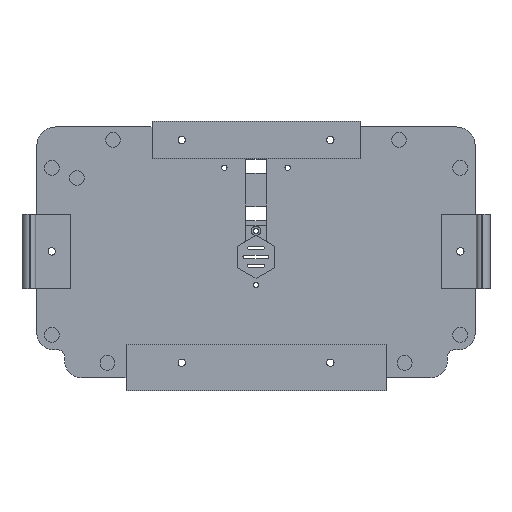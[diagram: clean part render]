
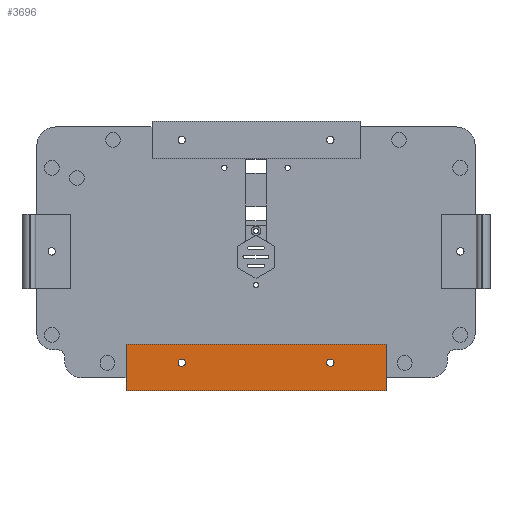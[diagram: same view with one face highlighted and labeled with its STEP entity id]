
A CAD part, top view. The second image highlights one B-rep face of the part: STEP entity #3696.
In plain terms, the highlighted planar face has unit normal (0, 0, 1).
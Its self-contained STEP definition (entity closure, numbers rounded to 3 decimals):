
#43 = PLANE('',#44);
#44 = AXIS2_PLACEMENT_3D('',#45,#46,#47);
#45 = CARTESIAN_POINT('',(-70.,-72.,-5.));
#46 = DIRECTION('',(1.,0.,0.));
#47 = DIRECTION('',(-0.,-1.,0.));
#96 = VERTEX_POINT('',#97);
#97 = CARTESIAN_POINT('',(-70.,-72.,5.));
#111 = PLANE('',#112);
#112 = AXIS2_PLACEMENT_3D('',#113,#114,#115);
#113 = CARTESIAN_POINT('',(0.,-72.,2.5));
#114 = DIRECTION('',(-0.,-1.,-0.));
#115 = DIRECTION('',(0.,0.,-1.));
#123 = EDGE_CURVE('',#96,#124,#126,.T.);
#124 = VERTEX_POINT('',#125);
#125 = CARTESIAN_POINT('',(-70.,-47.,5.));
#126 = SURFACE_CURVE('',#127,(#131,#138),.PCURVE_S1.);
#127 = LINE('',#128,#129);
#128 = CARTESIAN_POINT('',(-70.,-72.,5.));
#129 = VECTOR('',#130,1.);
#130 = DIRECTION('',(0.,1.,0.));
#131 = PCURVE('',#43,#132);
#132 = DEFINITIONAL_REPRESENTATION('',(#133),#137);
#133 = LINE('',#134,#135);
#134 = CARTESIAN_POINT('',(0.,-10.));
#135 = VECTOR('',#136,1.);
#136 = DIRECTION('',(-1.,0.));
#137 = ( GEOMETRIC_REPRESENTATION_CONTEXT(2) 
PARAMETRIC_REPRESENTATION_CONTEXT() REPRESENTATION_CONTEXT('2D SPACE',''
  ) );
#138 = PCURVE('',#139,#144);
#139 = PLANE('',#140);
#140 = AXIS2_PLACEMENT_3D('',#141,#142,#143);
#141 = CARTESIAN_POINT('',(0.,-59.5,5.));
#142 = DIRECTION('',(0.,0.,1.));
#143 = DIRECTION('',(1.,0.,0.));
#144 = DEFINITIONAL_REPRESENTATION('',(#145),#149);
#145 = LINE('',#146,#147);
#146 = CARTESIAN_POINT('',(-70.,-12.5));
#147 = VECTOR('',#148,1.);
#148 = DIRECTION('',(0.,1.));
#149 = ( GEOMETRIC_REPRESENTATION_CONTEXT(2) 
PARAMETRIC_REPRESENTATION_CONTEXT() REPRESENTATION_CONTEXT('2D SPACE',''
  ) );
#167 = PLANE('',#168);
#168 = AXIS2_PLACEMENT_3D('',#169,#170,#171);
#169 = CARTESIAN_POINT('',(0.,-47.,2.5));
#170 = DIRECTION('',(0.,1.,0.));
#171 = DIRECTION('',(0.,0.,1.));
#1084 = PLANE('',#1085);
#1085 = AXIS2_PLACEMENT_3D('',#1086,#1087,#1088);
#1086 = CARTESIAN_POINT('',(70.,-72.,-5.));
#1087 = DIRECTION('',(-1.,0.,0.));
#1088 = DIRECTION('',(0.,1.,0.));
#2284 = VERTEX_POINT('',#2285);
#2285 = CARTESIAN_POINT('',(70.,-72.,5.));
#2306 = EDGE_CURVE('',#2284,#96,#2307,.T.);
#2307 = SURFACE_CURVE('',#2308,(#2312,#2319),.PCURVE_S1.);
#2308 = LINE('',#2309,#2310);
#2309 = CARTESIAN_POINT('',(0.,-72.,5.));
#2310 = VECTOR('',#2311,1.);
#2311 = DIRECTION('',(-1.,0.,0.));
#2312 = PCURVE('',#111,#2313);
#2313 = DEFINITIONAL_REPRESENTATION('',(#2314),#2318);
#2314 = LINE('',#2315,#2316);
#2315 = CARTESIAN_POINT('',(-2.5,0.));
#2316 = VECTOR('',#2317,1.);
#2317 = DIRECTION('',(0.,-1.));
#2318 = ( GEOMETRIC_REPRESENTATION_CONTEXT(2) 
PARAMETRIC_REPRESENTATION_CONTEXT() REPRESENTATION_CONTEXT('2D SPACE',''
  ) );
#2319 = PCURVE('',#139,#2320);
#2320 = DEFINITIONAL_REPRESENTATION('',(#2321),#2325);
#2321 = LINE('',#2322,#2323);
#2322 = CARTESIAN_POINT('',(0.,-12.5));
#2323 = VECTOR('',#2324,1.);
#2324 = DIRECTION('',(-1.,0.));
#2325 = ( GEOMETRIC_REPRESENTATION_CONTEXT(2) 
PARAMETRIC_REPRESENTATION_CONTEXT() REPRESENTATION_CONTEXT('2D SPACE',''
  ) );
#3696 = ADVANCED_FACE('',(#3697,#3745,#3780),#139,.T.);
#3697 = FACE_BOUND('',#3698,.T.);
#3698 = EDGE_LOOP('',(#3699,#3700,#3723,#3744));
#3699 = ORIENTED_EDGE('',*,*,#2306,.F.);
#3700 = ORIENTED_EDGE('',*,*,#3701,.T.);
#3701 = EDGE_CURVE('',#2284,#3702,#3704,.T.);
#3702 = VERTEX_POINT('',#3703);
#3703 = CARTESIAN_POINT('',(70.,-47.,5.));
#3704 = SURFACE_CURVE('',#3705,(#3709,#3716),.PCURVE_S1.);
#3705 = LINE('',#3706,#3707);
#3706 = CARTESIAN_POINT('',(70.,-72.,5.));
#3707 = VECTOR('',#3708,1.);
#3708 = DIRECTION('',(0.,1.,0.));
#3709 = PCURVE('',#139,#3710);
#3710 = DEFINITIONAL_REPRESENTATION('',(#3711),#3715);
#3711 = LINE('',#3712,#3713);
#3712 = CARTESIAN_POINT('',(70.,-12.5));
#3713 = VECTOR('',#3714,1.);
#3714 = DIRECTION('',(0.,1.));
#3715 = ( GEOMETRIC_REPRESENTATION_CONTEXT(2) 
PARAMETRIC_REPRESENTATION_CONTEXT() REPRESENTATION_CONTEXT('2D SPACE',''
  ) );
#3716 = PCURVE('',#1084,#3717);
#3717 = DEFINITIONAL_REPRESENTATION('',(#3718),#3722);
#3718 = LINE('',#3719,#3720);
#3719 = CARTESIAN_POINT('',(0.,-10.));
#3720 = VECTOR('',#3721,1.);
#3721 = DIRECTION('',(1.,0.));
#3722 = ( GEOMETRIC_REPRESENTATION_CONTEXT(2) 
PARAMETRIC_REPRESENTATION_CONTEXT() REPRESENTATION_CONTEXT('2D SPACE',''
  ) );
#3723 = ORIENTED_EDGE('',*,*,#3724,.T.);
#3724 = EDGE_CURVE('',#3702,#124,#3725,.T.);
#3725 = SURFACE_CURVE('',#3726,(#3730,#3737),.PCURVE_S1.);
#3726 = LINE('',#3727,#3728);
#3727 = CARTESIAN_POINT('',(70.,-47.,5.));
#3728 = VECTOR('',#3729,1.);
#3729 = DIRECTION('',(-1.,0.,0.));
#3730 = PCURVE('',#139,#3731);
#3731 = DEFINITIONAL_REPRESENTATION('',(#3732),#3736);
#3732 = LINE('',#3733,#3734);
#3733 = CARTESIAN_POINT('',(70.,12.5));
#3734 = VECTOR('',#3735,1.);
#3735 = DIRECTION('',(-1.,0.));
#3736 = ( GEOMETRIC_REPRESENTATION_CONTEXT(2) 
PARAMETRIC_REPRESENTATION_CONTEXT() REPRESENTATION_CONTEXT('2D SPACE',''
  ) );
#3737 = PCURVE('',#167,#3738);
#3738 = DEFINITIONAL_REPRESENTATION('',(#3739),#3743);
#3739 = LINE('',#3740,#3741);
#3740 = CARTESIAN_POINT('',(2.5,70.));
#3741 = VECTOR('',#3742,1.);
#3742 = DIRECTION('',(0.,-1.));
#3743 = ( GEOMETRIC_REPRESENTATION_CONTEXT(2) 
PARAMETRIC_REPRESENTATION_CONTEXT() REPRESENTATION_CONTEXT('2D SPACE',''
  ) );
#3744 = ORIENTED_EDGE('',*,*,#123,.F.);
#3745 = FACE_BOUND('',#3746,.T.);
#3746 = EDGE_LOOP('',(#3747));
#3747 = ORIENTED_EDGE('',*,*,#3748,.T.);
#3748 = EDGE_CURVE('',#3749,#3749,#3751,.T.);
#3749 = VERTEX_POINT('',#3750);
#3750 = CARTESIAN_POINT('',(-42.,-57.,5.));
#3751 = SURFACE_CURVE('',#3752,(#3757,#3768),.PCURVE_S1.);
#3752 = CIRCLE('',#3753,2.);
#3753 = AXIS2_PLACEMENT_3D('',#3754,#3755,#3756);
#3754 = CARTESIAN_POINT('',(-40.,-57.,5.));
#3755 = DIRECTION('',(0.,0.,-1.));
#3756 = DIRECTION('',(-1.,-0.,-0.));
#3757 = PCURVE('',#139,#3758);
#3758 = DEFINITIONAL_REPRESENTATION('',(#3759),#3767);
#3759 = ( BOUNDED_CURVE() B_SPLINE_CURVE(2,(#3760,#3761,#3762,#3763,
#3764,#3765,#3766),.UNSPECIFIED.,.F.,.F.) B_SPLINE_CURVE_WITH_KNOTS((1,2
    ,2,2,2,1),(-2.094,0.,2.094,4.189,
6.283,8.378),.UNSPECIFIED.) CURVE() 
GEOMETRIC_REPRESENTATION_ITEM() RATIONAL_B_SPLINE_CURVE((1.,0.5,1.,0.5,
1.,0.5,1.)) REPRESENTATION_ITEM('') );
#3760 = CARTESIAN_POINT('',(-42.,2.5));
#3761 = CARTESIAN_POINT('',(-42.,5.964));
#3762 = CARTESIAN_POINT('',(-39.,4.232));
#3763 = CARTESIAN_POINT('',(-36.,2.5));
#3764 = CARTESIAN_POINT('',(-39.,0.768));
#3765 = CARTESIAN_POINT('',(-42.,-0.964));
#3766 = CARTESIAN_POINT('',(-42.,2.5));
#3767 = ( GEOMETRIC_REPRESENTATION_CONTEXT(2) 
PARAMETRIC_REPRESENTATION_CONTEXT() REPRESENTATION_CONTEXT('2D SPACE',''
  ) );
#3768 = PCURVE('',#3769,#3774);
#3769 = CYLINDRICAL_SURFACE('',#3770,2.);
#3770 = AXIS2_PLACEMENT_3D('',#3771,#3772,#3773);
#3771 = CARTESIAN_POINT('',(-40.,-57.,-1.));
#3772 = DIRECTION('',(0.,0.,1.));
#3773 = DIRECTION('',(-1.,0.,0.));
#3774 = DEFINITIONAL_REPRESENTATION('',(#3775),#3779);
#3775 = LINE('',#3776,#3777);
#3776 = CARTESIAN_POINT('',(-0.,6.));
#3777 = VECTOR('',#3778,1.);
#3778 = DIRECTION('',(-1.,0.));
#3779 = ( GEOMETRIC_REPRESENTATION_CONTEXT(2) 
PARAMETRIC_REPRESENTATION_CONTEXT() REPRESENTATION_CONTEXT('2D SPACE',''
  ) );
#3780 = FACE_BOUND('',#3781,.T.);
#3781 = EDGE_LOOP('',(#3782));
#3782 = ORIENTED_EDGE('',*,*,#3783,.F.);
#3783 = EDGE_CURVE('',#3784,#3784,#3786,.T.);
#3784 = VERTEX_POINT('',#3785);
#3785 = CARTESIAN_POINT('',(42.,-57.,5.));
#3786 = SURFACE_CURVE('',#3787,(#3792,#3799),.PCURVE_S1.);
#3787 = CIRCLE('',#3788,2.);
#3788 = AXIS2_PLACEMENT_3D('',#3789,#3790,#3791);
#3789 = CARTESIAN_POINT('',(40.,-57.,5.));
#3790 = DIRECTION('',(0.,0.,1.));
#3791 = DIRECTION('',(1.,0.,0.));
#3792 = PCURVE('',#139,#3793);
#3793 = DEFINITIONAL_REPRESENTATION('',(#3794),#3798);
#3794 = CIRCLE('',#3795,2.);
#3795 = AXIS2_PLACEMENT_2D('',#3796,#3797);
#3796 = CARTESIAN_POINT('',(40.,2.5));
#3797 = DIRECTION('',(1.,0.));
#3798 = ( GEOMETRIC_REPRESENTATION_CONTEXT(2) 
PARAMETRIC_REPRESENTATION_CONTEXT() REPRESENTATION_CONTEXT('2D SPACE',''
  ) );
#3799 = PCURVE('',#3800,#3805);
#3800 = CYLINDRICAL_SURFACE('',#3801,2.);
#3801 = AXIS2_PLACEMENT_3D('',#3802,#3803,#3804);
#3802 = CARTESIAN_POINT('',(40.,-57.,-1.));
#3803 = DIRECTION('',(0.,0.,1.));
#3804 = DIRECTION('',(1.,0.,0.));
#3805 = DEFINITIONAL_REPRESENTATION('',(#3806),#3810);
#3806 = LINE('',#3807,#3808);
#3807 = CARTESIAN_POINT('',(0.,6.));
#3808 = VECTOR('',#3809,1.);
#3809 = DIRECTION('',(1.,0.));
#3810 = ( GEOMETRIC_REPRESENTATION_CONTEXT(2) 
PARAMETRIC_REPRESENTATION_CONTEXT() REPRESENTATION_CONTEXT('2D SPACE',''
  ) );
